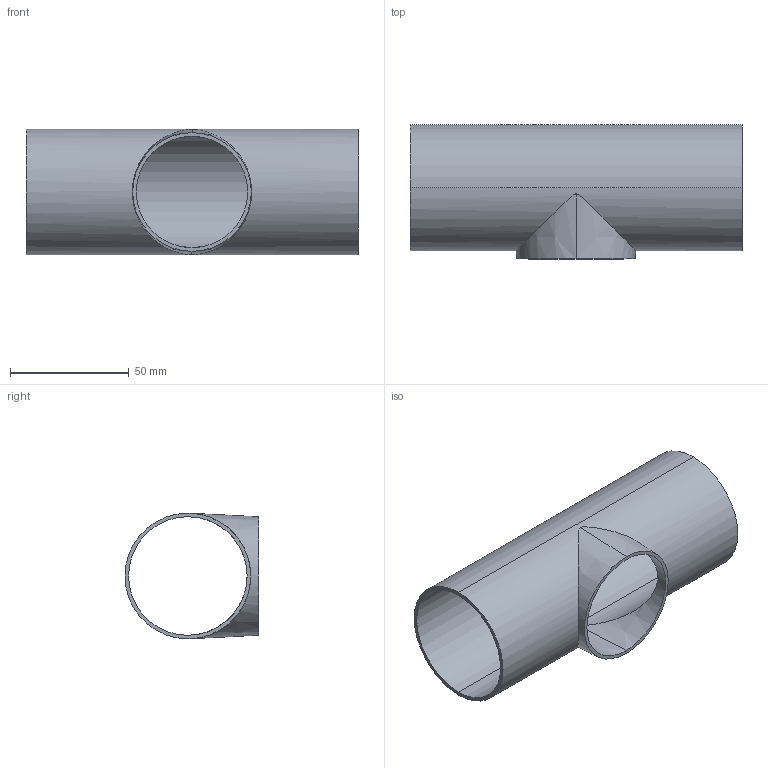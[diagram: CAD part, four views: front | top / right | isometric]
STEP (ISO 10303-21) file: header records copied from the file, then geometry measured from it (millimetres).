
FILE_DESCRIPTION (( 'STEP AP203' ), '1' );
FILE_NAME ('3D_M-3040_53x1.5_174793840.STEP', '2024-09-10T10:02:45', ( '' ), ( '' ), 'SwSTEP 2.0', 'SolidWorks 2024', '' );
FILE_SCHEMA (( 'CONFIG_CONTROL_DESIGN' ));
Length unit declared in the file: millimetre
Products named in the file (1): 3D_M-3040_53x1.5_174793840
Bounding box: 140 x 56.5 x 53 mm (x, y, z)
Volume: 33325.2 mm3; surface area: 45143 mm2
Topology: 1 solids, 1 shells, 11 faces, 24 edges, 16 vertices
Faces by surface type: cylinder 4, cone 4, plane 3
Entity records: 725 total; most frequent: CARTESIAN_POINT 390, DIRECTION 56, ORIENTED_EDGE 48, AXIS2_PLACEMENT_3D 24, EDGE_CURVE 24, EDGE_LOOP 16, VERTEX_POINT 16, CIRCLE 12
